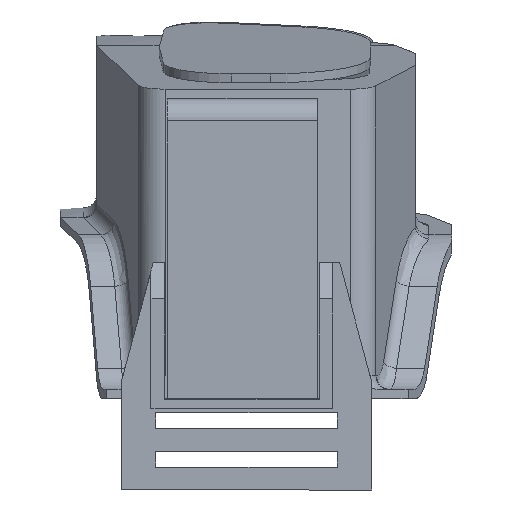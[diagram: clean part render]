
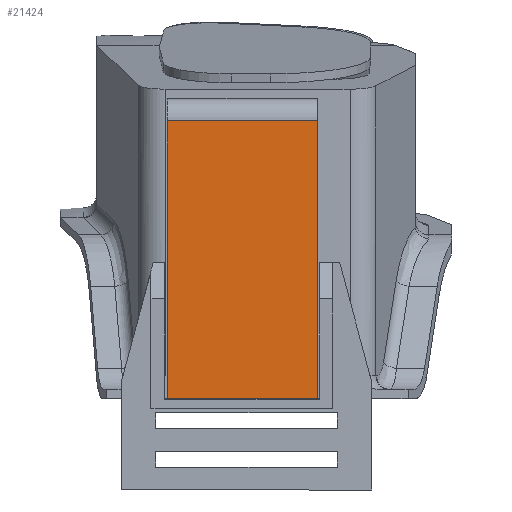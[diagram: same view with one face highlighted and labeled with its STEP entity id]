
A CAD part, left-side view. The second image highlights one B-rep face of the part: STEP entity #21424.
In plain terms, the highlighted planar face has unit normal (-1, 0, 0).
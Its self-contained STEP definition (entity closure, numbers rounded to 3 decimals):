
#149 = VECTOR ( 'NONE', #1066, 1000. ) ;
#242 = DIRECTION ( 'NONE',  ( 0., 0., -1. ) ) ;
#731 = VERTEX_POINT ( 'NONE', #11051 ) ;
#989 = VERTEX_POINT ( 'NONE', #24902 ) ;
#1066 = DIRECTION ( 'NONE',  ( 0., 1., 0. ) ) ;
#2231 = VECTOR ( 'NONE', #8644, 1000. ) ;
#2843 = EDGE_CURVE ( 'NONE', #989, #39209, #16400, .T. ) ;
#3043 = EDGE_CURVE ( 'NONE', #25333, #731, #7773, .T. ) ;
#3346 = DIRECTION ( 'NONE',  ( 0., 0., 1. ) ) ;
#3627 = CARTESIAN_POINT ( 'NONE',  ( -98., 26.5, -3.955 ) ) ;
#6810 = DIRECTION ( 'NONE',  ( 0., 1., 0. ) ) ;
#7773 = LINE ( 'NONE', #15718, #149 ) ;
#8644 = DIRECTION ( 'NONE',  ( 0., 0., -1. ) ) ;
#9584 = CARTESIAN_POINT ( 'NONE',  ( -98., 59.5, -65. ) ) ;
#9683 = DIRECTION ( 'NONE',  ( -1., 0., 0. ) ) ;
#10790 = EDGE_LOOP ( 'NONE', ( #30162, #20065, #30849, #32815 ) ) ;
#11051 = CARTESIAN_POINT ( 'NONE',  ( -98., 59.5, -3.955 ) ) ;
#11970 = CARTESIAN_POINT ( 'NONE',  ( -98., 26.5, 1.045 ) ) ;
#12149 = CARTESIAN_POINT ( 'NONE',  ( -98., 59.5, 1.045 ) ) ;
#15718 = CARTESIAN_POINT ( 'NONE',  ( -98., 0., -3.955 ) ) ;
#16400 = LINE ( 'NONE', #9584, #19266 ) ;
#19266 = VECTOR ( 'NONE', #6810, 1000. ) ;
#20065 = ORIENTED_EDGE ( 'NONE', *, *, #3043, .T. ) ;
#20383 = VECTOR ( 'NONE', #3346, 1000. ) ;
#20819 = FACE_OUTER_BOUND ( 'NONE', #10790, .T. ) ;
#20858 = LINE ( 'NONE', #12149, #20383 ) ;
#21424 = ADVANCED_FACE ( 'NONE', ( #20819 ), #33791, .T. ) ;
#24246 = EDGE_CURVE ( 'NONE', #25333, #989, #29975, .T. ) ;
#24902 = CARTESIAN_POINT ( 'NONE',  ( -98., 26.5, -65. ) ) ;
#25333 = VERTEX_POINT ( 'NONE', #3627 ) ;
#26918 = CARTESIAN_POINT ( 'NONE',  ( -98., 59.5, -65. ) ) ;
#28028 = CARTESIAN_POINT ( 'NONE',  ( -98., 0., 0. ) ) ;
#29107 = AXIS2_PLACEMENT_3D ( 'NONE', #28028, #9683, #242 ) ;
#29975 = LINE ( 'NONE', #11970, #2231 ) ;
#30162 = ORIENTED_EDGE ( 'NONE', *, *, #24246, .F. ) ;
#30849 = ORIENTED_EDGE ( 'NONE', *, *, #34389, .F. ) ;
#32815 = ORIENTED_EDGE ( 'NONE', *, *, #2843, .F. ) ;
#33791 = PLANE ( 'NONE',  #29107 ) ;
#34389 = EDGE_CURVE ( 'NONE', #39209, #731, #20858, .T. ) ;
#39209 = VERTEX_POINT ( 'NONE', #26918 ) ;
